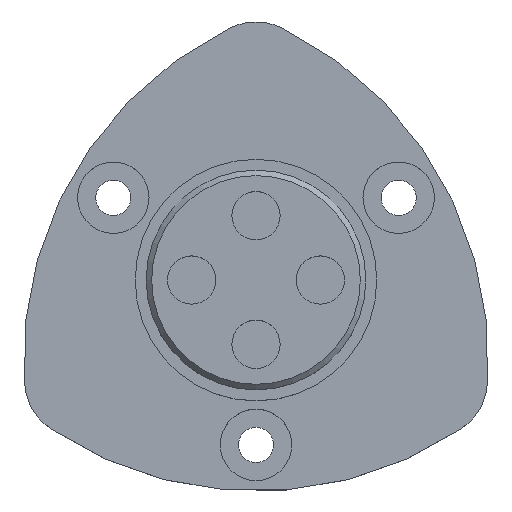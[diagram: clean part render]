
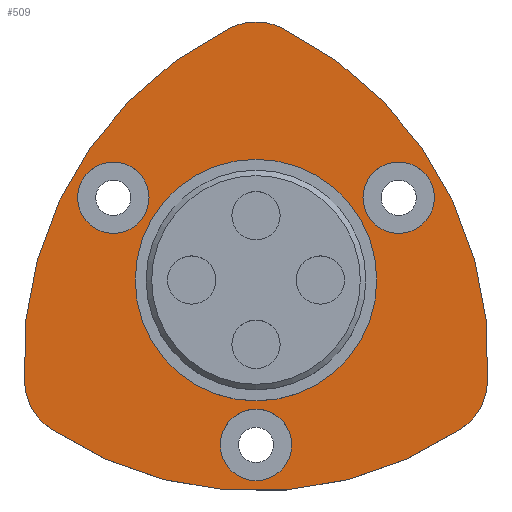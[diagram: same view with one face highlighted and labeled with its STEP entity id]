
A CAD part, top view. The second image highlights one B-rep face of the part: STEP entity #509.
In plain terms, the highlighted planar face has unit normal (0, 0, 1).
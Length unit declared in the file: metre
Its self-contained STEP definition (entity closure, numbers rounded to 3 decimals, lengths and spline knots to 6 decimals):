
#16=PLANE('',#577);
#68=ORIENTED_EDGE('',*,*,#174,.T.);
#69=ORIENTED_EDGE('',*,*,#175,.T.);
#70=ORIENTED_EDGE('',*,*,#176,.T.);
#71=ORIENTED_EDGE('',*,*,#177,.F.);
#72=ORIENTED_EDGE('',*,*,#158,.T.);
#73=ORIENTED_EDGE('',*,*,#162,.T.);
#74=ORIENTED_EDGE('',*,*,#165,.T.);
#75=ORIENTED_EDGE('',*,*,#168,.T.);
#76=ORIENTED_EDGE('',*,*,#171,.T.);
#77=ORIENTED_EDGE('',*,*,#173,.T.);
#158=EDGE_CURVE('',#215,#214,#263,.T.);
#162=EDGE_CURVE('',#214,#217,#265,.T.);
#165=EDGE_CURVE('',#217,#219,#267,.T.);
#168=EDGE_CURVE('',#219,#221,#269,.T.);
#171=EDGE_CURVE('',#221,#223,#271,.T.);
#173=EDGE_CURVE('',#223,#215,#273,.T.);
#174=EDGE_CURVE('',#224,#224,#274,.T.);
#175=EDGE_CURVE('',#225,#225,#275,.T.);
#176=EDGE_CURVE('',#226,#226,#276,.T.);
#177=EDGE_CURVE('',#227,#227,#277,.T.);
#214=VERTEX_POINT('',#852);
#215=VERTEX_POINT('',#854);
#217=VERTEX_POINT('',#860);
#219=VERTEX_POINT('',#866);
#221=VERTEX_POINT('',#872);
#223=VERTEX_POINT('',#878);
#224=VERTEX_POINT('',#885);
#225=VERTEX_POINT('',#887);
#226=VERTEX_POINT('',#889);
#227=VERTEX_POINT('',#891);
#263=CIRCLE('',#561,0.033599);
#265=CIRCLE('',#564,0.0055);
#267=CIRCLE('',#567,0.033599);
#269=CIRCLE('',#570,0.0055);
#271=CIRCLE('',#573,0.033599);
#273=CIRCLE('',#576,0.0055);
#274=CIRCLE('',#578,0.00325);
#275=CIRCLE('',#579,0.00325);
#276=CIRCLE('',#580,0.00325);
#277=CIRCLE('',#581,0.011);
#318=EDGE_LOOP('',(#68));
#319=EDGE_LOOP('',(#69));
#320=EDGE_LOOP('',(#70));
#321=EDGE_LOOP('',(#71));
#322=EDGE_LOOP('',(#72,#73,#74,#75,#76,#77));
#402=FACE_BOUND('',#318,.T.);
#403=FACE_BOUND('',#319,.T.);
#404=FACE_BOUND('',#320,.T.);
#405=FACE_BOUND('',#321,.T.);
#406=FACE_BOUND('',#322,.T.);
#509=ADVANCED_FACE('',(#402,#403,#404,#405,#406),#16,.T.);
#561=AXIS2_PLACEMENT_3D('',#853,#659,#660);
#564=AXIS2_PLACEMENT_3D('',#861,#667,#668);
#567=AXIS2_PLACEMENT_3D('',#867,#674,#675);
#570=AXIS2_PLACEMENT_3D('',#873,#681,#682);
#573=AXIS2_PLACEMENT_3D('',#879,#688,#689);
#576=AXIS2_PLACEMENT_3D('',#882,#694,#695);
#577=AXIS2_PLACEMENT_3D('',#883,#696,#697);
#578=AXIS2_PLACEMENT_3D('',#884,#698,#699);
#579=AXIS2_PLACEMENT_3D('',#886,#700,#701);
#580=AXIS2_PLACEMENT_3D('',#888,#702,#703);
#581=AXIS2_PLACEMENT_3D('',#890,#704,#705);
#659=DIRECTION('',(0.,0.,1.));
#660=DIRECTION('',(1.,0.,0.));
#667=DIRECTION('',(0.,0.,1.));
#668=DIRECTION('',(1.,0.,0.));
#674=DIRECTION('',(0.,0.,1.));
#675=DIRECTION('',(1.,0.,0.));
#681=DIRECTION('',(0.,0.,1.));
#682=DIRECTION('',(1.,0.,0.));
#688=DIRECTION('',(0.,0.,1.));
#689=DIRECTION('',(1.,0.,0.));
#694=DIRECTION('',(0.,0.,1.));
#695=DIRECTION('',(1.,0.,0.));
#696=DIRECTION('',(0.,0.,1.));
#697=DIRECTION('',(1.,0.,0.));
#698=DIRECTION('',(0.,0.,-1.));
#699=DIRECTION('',(-1.,0.,0.));
#700=DIRECTION('',(0.,0.,-1.));
#701=DIRECTION('',(-1.,0.,0.));
#702=DIRECTION('',(0.,0.,-1.));
#703=DIRECTION('',(-1.,0.,0.));
#704=DIRECTION('',(0.,0.,1.));
#705=DIRECTION('',(1.,0.,0.));
#852=CARTESIAN_POINT('',(-0.021077,-0.009354,0.009));
#853=CARTESIAN_POINT('',(0.012452,-0.007189,0.009));
#854=CARTESIAN_POINT('',(-0.002437,0.02293,0.009));
#860=CARTESIAN_POINT('',(-0.01864,-0.013576,0.009));
#861=CARTESIAN_POINT('',(-0.015588,-0.009,0.009));
#866=CARTESIAN_POINT('',(0.01864,-0.013576,0.009));
#867=CARTESIAN_POINT('',(0.,0.014378,0.009));
#872=CARTESIAN_POINT('',(0.021077,-0.009354,0.009));
#873=CARTESIAN_POINT('',(0.015588,-0.009,0.009));
#878=CARTESIAN_POINT('',(0.002437,0.02293,0.009));
#879=CARTESIAN_POINT('',(-0.012452,-0.007189,0.009));
#882=CARTESIAN_POINT('',(0.,0.018,0.009));
#883=CARTESIAN_POINT('',(0.,0.00214,0.009));
#884=CARTESIAN_POINT('',(0.01299,0.0075,0.009));
#885=CARTESIAN_POINT('',(0.00974,0.0075,0.009));
#886=CARTESIAN_POINT('',(0.,-0.015,0.009));
#887=CARTESIAN_POINT('',(-0.00325,-0.015,0.009));
#888=CARTESIAN_POINT('',(-0.01299,0.0075,0.009));
#889=CARTESIAN_POINT('',(-0.01624,0.0075,0.009));
#890=CARTESIAN_POINT('',(0.,0.,0.009));
#891=CARTESIAN_POINT('',(0.011,0.,0.009));
